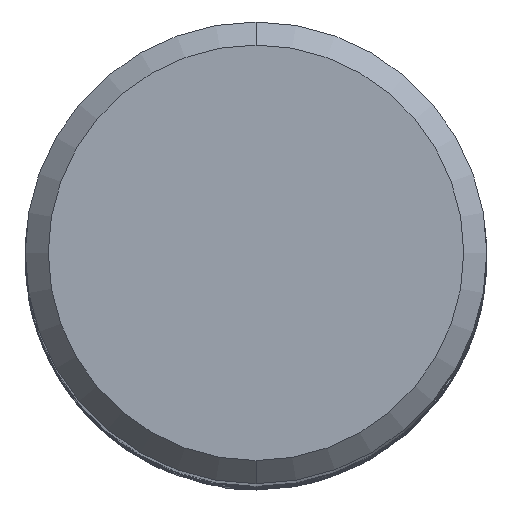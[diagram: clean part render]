
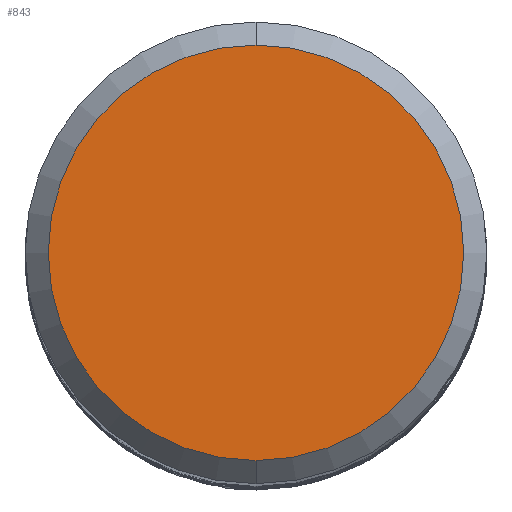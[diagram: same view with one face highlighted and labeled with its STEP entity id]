
A CAD part, top view. The second image highlights one B-rep face of the part: STEP entity #843.
In plain terms, the highlighted planar face has unit normal (0, 0, 1).
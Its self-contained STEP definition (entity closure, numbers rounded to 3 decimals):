
#789=EDGE_CURVE('',#1165,#1597,#2047,.T.);
#843=ADVANCED_FACE('',(#2105),#2106,.T.);
#1165=VERTEX_POINT('',#2456);
#1175=EDGE_CURVE('',#1597,#1165,#2468,.T.);
#1597=VERTEX_POINT('',#2926);
#2047=CIRCLE('',#5384,9.0);
#2105=FACE_OUTER_BOUND('',#5635,.T.);
#2106=PLANE('',#5636);
#2456=CARTESIAN_POINT('',(0.0,9.0,0.));
#2468=CIRCLE('',#10207,9.0);
#2926=CARTESIAN_POINT('',(0.,-9.0,0.));
#5384=AXIS2_PLACEMENT_3D('',#20243,#20244,#20245);
#5635=EDGE_LOOP('',(#20295,#20296));
#5636=AXIS2_PLACEMENT_3D('',#20297,#20298,#20299);
#10207=AXIS2_PLACEMENT_3D('',#20706,#20707,#20708);
#20243=CARTESIAN_POINT('',(0.0,0.0,0.));
#20244=DIRECTION('',(0.0,0.0,-1.0));
#20245=DIRECTION('',(0.0,1.0,0.0));
#20295=ORIENTED_EDGE('',*,*,#789,.F.);
#20296=ORIENTED_EDGE('',*,*,#1175,.F.);
#20297=CARTESIAN_POINT('',(0.0,4.5,0.));
#20298=DIRECTION('',(-0.0,0.0,1.0));
#20299=DIRECTION('',(0.0,-1.0,0.0));
#20706=CARTESIAN_POINT('',(0.0,0.0,0.));
#20707=DIRECTION('',(0.0,0.0,-1.0));
#20708=DIRECTION('',(0.0,1.0,0.0));
